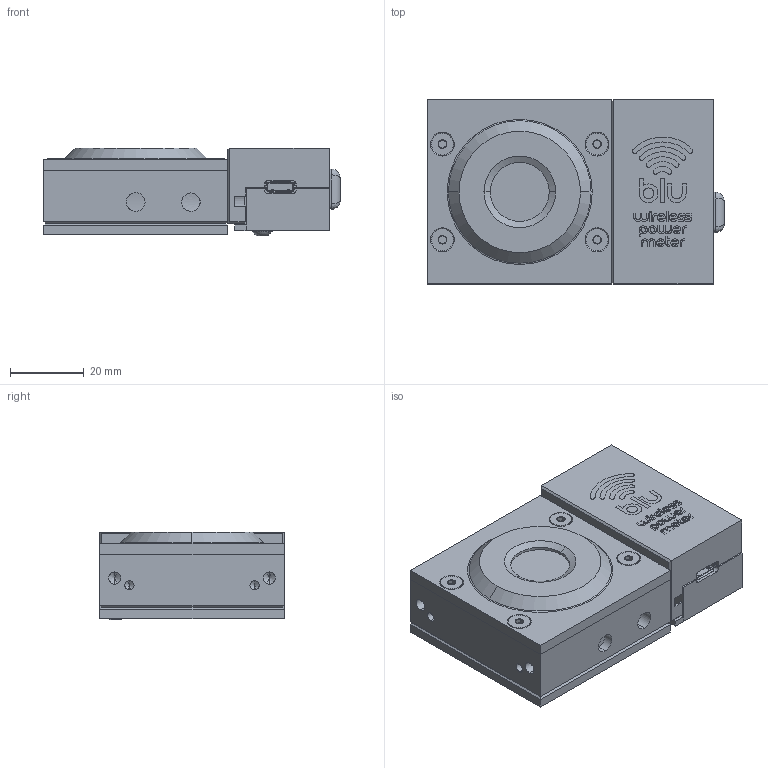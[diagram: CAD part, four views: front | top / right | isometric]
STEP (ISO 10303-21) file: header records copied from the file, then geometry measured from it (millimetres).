
FILE_DESCRIPTION (( 'STEP AP214' ), '1' );
FILE_NAME ('SK-9982 UP16K-15S-QED-BLU-D0.STEP', '2019-06-19T20:41:47', ( '' ), ( '' ), 'SwSTEP 2.0', 'SolidWorks 2018', '' );
FILE_SCHEMA (( 'AUTOMOTIVE_DESIGN' ));
Length unit declared in the file: millimetre
Products named in the file (1): SK-9982 UP16K-15S-QED-BLU-D0
Bounding box: 80.57 x 50 x 23.9 mm (x, y, z)
Volume: 79069 mm3; surface area: 29900.5 mm2
Topology: 18 solids, 27 shells, 2452 faces, 6809 edges, 4470 vertices
Faces by surface type: cylinder 949, plane 909, bspline 465, cone 114, torus 10, sphere 5
Entity records: 192877 total; most frequent: CARTESIAN_POINT 110483, ORIENTED_EDGE 13580, DIRECTION 8781, EDGE_CURVE 6790, VERTEX_POINT 4470, VECTOR 3567, LINE 3567, AXIS2_PLACEMENT_3D 2607
